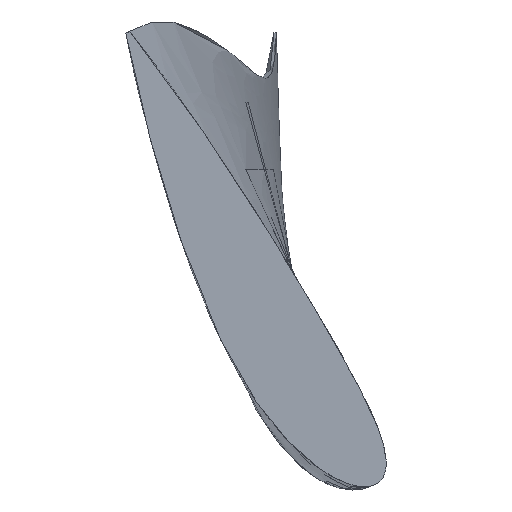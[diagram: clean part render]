
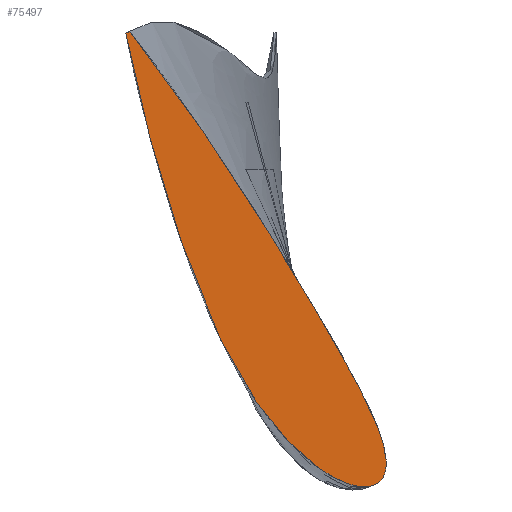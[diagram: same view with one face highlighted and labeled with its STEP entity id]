
A CAD part, left-side view. The second image highlights one B-rep face of the part: STEP entity #75497.
In plain terms, the highlighted free-form (B-spline) face has degree [1, 1] with [2, 2] control points.
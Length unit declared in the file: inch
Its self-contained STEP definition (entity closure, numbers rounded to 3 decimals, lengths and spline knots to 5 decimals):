
#75277=CARTESIAN_POINT('V31',(1.9685,3.55944,
   6.37822));
#75278=VERTEX_POINT('V31',#75277);
#75285=CARTESIAN_POINT('V30',(1.9685,3.6546,
   6.33389));
#75286=VERTEX_POINT('V30',#75285);
#75292=CARTESIAN_POINT('E43',(1.9685,3.55944,
   6.37822));
#75293=CARTESIAN_POINT('E43',(1.9685,3.6546,
   6.33389));
#75294=B_SPLINE_CURVE_WITH_KNOTS('E43',1,(#75292,#75293),
   .POLYLINE_FORM.,.F.,.U.,(2,2),(0.17762,
   0.22823),.UNSPECIFIED.);
#75295=EDGE_CURVE('E43',#75278,#75286,#75294,.T.);
#75440=CARTESIAN_POINT('E40',(1.9685,3.6546,
   6.33389));
#75441=CARTESIAN_POINT('E40',(1.9685,3.60154,
   6.05818));
#75442=CARTESIAN_POINT('E40',(1.9685,3.54466,
   5.78327));
#75443=CARTESIAN_POINT('E40',(1.9685,3.2343,
   4.36686));
#75444=CARTESIAN_POINT('E40',(1.9685,2.90865,
   3.14414));
#75445=CARTESIAN_POINT('E40',(1.9685,2.29653,
   1.21015));
#75446=CARTESIAN_POINT('E40',(1.9685,1.99999,
   0.37819));
#75447=CARTESIAN_POINT('E40',(1.9685,1.45256,
   -0.91204));
#75448=CARTESIAN_POINT('E40',(1.9685,1.23512,
   -1.37148));
#75449=CARTESIAN_POINT('E40',(1.9685,0.63472,
   -2.42972));
#75450=CARTESIAN_POINT('E40',(1.9685,0.23701,
   -3.00801));
#75451=CARTESIAN_POINT('E40',(1.9685,-0.52479,
   -3.82617));
#75452=CARTESIAN_POINT('E40',(1.9685,-0.88146,
   -4.14447));
#75453=CARTESIAN_POINT('E40',(1.9685,-1.44979,
   -4.48792));
#75454=CARTESIAN_POINT('E40',(1.9685,-1.6684,
   -4.59456));
#75455=CARTESIAN_POINT('E40',(1.9685,-2.04992,
   -4.68691));
#75456=CARTESIAN_POINT('E40',(1.9685,-2.23951,
   -4.70072));
#75457=CARTESIAN_POINT('E40',(1.9685,-2.45531,
   -4.59591));
#75458=CARTESIAN_POINT('E40',(1.9685,-2.50691,
   -4.55626));
#75459=CARTESIAN_POINT('E40',(1.9685,-2.65371,
   -4.37703));
#75460=CARTESIAN_POINT('E40',(1.9685,-2.67387,
   -4.20139));
#75461=CARTESIAN_POINT('E40',(1.9685,-2.64383,
   -3.69009));
#75462=CARTESIAN_POINT('E40',(1.9685,-2.4801,
   -3.26472));
#75463=CARTESIAN_POINT('E40',(1.9685,-2.18741,
   -2.58853));
#75464=CARTESIAN_POINT('E40',(1.9685,-1.97721,
   -2.18468));
#75465=CARTESIAN_POINT('E40',(1.9685,-1.62491,
   -1.54191));
#75466=CARTESIAN_POINT('E40',(1.9685,-1.46405,
   -1.26086));
#75467=CARTESIAN_POINT('E40',(1.9685,-1.14335,
   -0.7099));
#75468=CARTESIAN_POINT('E40',(1.9685,-0.98356,
   -0.44001));
#75469=CARTESIAN_POINT('E40',(1.9685,-0.67874,
   0.07305));
#75470=CARTESIAN_POINT('E40',(1.9685,-0.53433,
   0.31659));
#75471=CARTESIAN_POINT('E40',(1.9685,-0.24295,
   0.80169));
#75472=CARTESIAN_POINT('E40',(1.9685,-0.09552,
   1.04296));
#75473=CARTESIAN_POINT('E40',(1.9685,0.3503,
   1.76237));
#75474=CARTESIAN_POINT('E40',(1.9685,0.65257,
   2.23802));
#75475=CARTESIAN_POINT('E40',(1.9685,1.30072,
   3.23494));
#75476=CARTESIAN_POINT('E40',(1.9685,1.64746,
   3.75548));
#75477=CARTESIAN_POINT('E40',(1.9685,2.27132,
   4.65949));
#75478=CARTESIAN_POINT('E40',(1.9685,2.54475,
   5.04521));
#75479=CARTESIAN_POINT('E40',(1.9685,3.06405,
   5.74792));
#75480=CARTESIAN_POINT('E40',(1.9685,3.30778,
   6.06612));
#75481=CARTESIAN_POINT('E40',(1.9685,3.55944,
   6.37822));
#75482=B_SPLINE_CURVE_WITH_KNOTS('E40',3,(#75440,#75441,#75442,
   #75443,#75444,#75445,#75446,#75447,#75448,#75449,#75450,#75451,
   #75452,#75453,#75454,#75455,#75456,#75457,#75458,#75459,#75460,
   #75461,#75462,#75463,#75464,#75465,#75466,#75467,#75468,#75469,
   #75470,#75471,#75472,#75473,#75474,#75475,#75476,#75477,#75478,
   #75479,#75480,#75481),.UNSPECIFIED.,.F.,.U.,(4,2,2,2,2,2,2,2,2,2,
   2,2,2,2,2,2,2,2,2,2,4),(0.0,0.03201,0.16532,
   0.26461,0.32626,0.40323,
   0.45318,0.47778,0.49676,
   0.50385,0.52195,0.56017,
   0.60913,0.64789,0.68542,
   0.7193,0.75314,0.82059,
   0.89544,0.95203,1.0),.UNSPECIFIED.);
#75483=EDGE_CURVE('E40',#75286,#75278,#75482,.T.);
#75488=CARTESIAN_POINT('F17',(1.9685,5.2037,
   5.43473));
#75489=CARTESIAN_POINT('F17',(1.9685,-1.08549,
   -5.39229));
#75490=CARTESIAN_POINT('F17',(1.9685,3.12575,
   6.64177));
#75491=CARTESIAN_POINT('F17',(1.9685,-3.16345,
   -4.18524));
#75492=B_SPLINE_SURFACE_WITH_KNOTS('F17',1,1,((#75488,#75490),(
   #75489,#75491)),.PLANE_SURF.,.F.,.F.,.U.,(2,2),(2,2),(0.0,
   5.21042),(0.0,1.0),.UNSPECIFIED.);
#75493=ORIENTED_EDGE('F14',*,*,#75483,.T.);
#75494=ORIENTED_EDGE('F15',*,*,#75295,.T.);
#75495=EDGE_LOOP('F17',(#75493,#75494));
#75496=FACE_OUTER_BOUND('F17',#75495,.T.);
#75497=ADVANCED_FACE('F17',(#75496),#75492,.T.);
